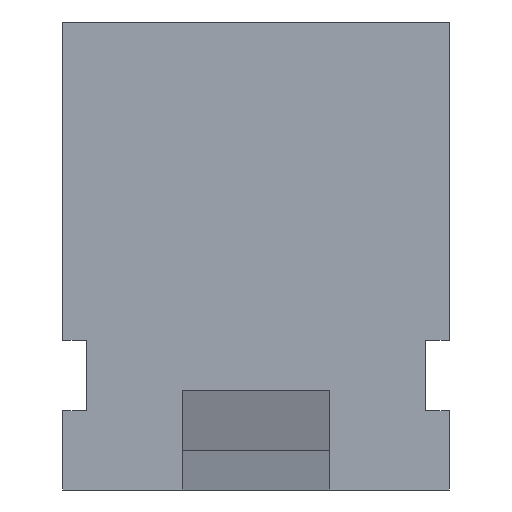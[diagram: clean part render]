
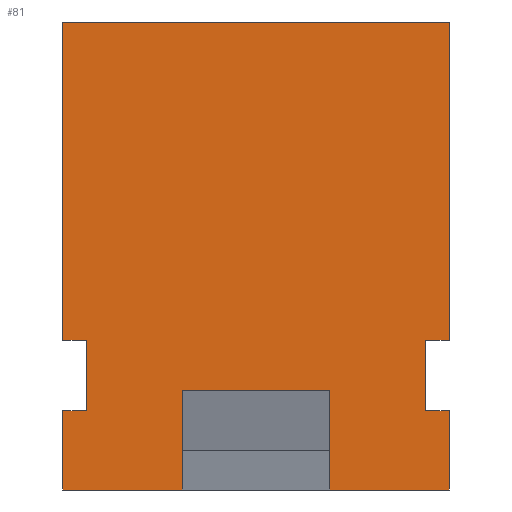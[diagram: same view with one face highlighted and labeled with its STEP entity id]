
A CAD part, front view. The second image highlights one B-rep face of the part: STEP entity #81.
In plain terms, the highlighted planar face has unit normal (0, -1, 0).
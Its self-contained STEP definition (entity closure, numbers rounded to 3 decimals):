
#81=ADVANCED_FACE('',(#149),#150,.T.);
#149=FACE_OUTER_BOUND('',#268,.T.);
#150=PLANE('',#269);
#268=EDGE_LOOP('',(#435,#436,#437,#438,#439,#440,#441,#442,#443,#444,#445,#446,#447,#448,#449,#450));
#269=AXIS2_PLACEMENT_3D('',#451,#452,#453);
#435=ORIENTED_EDGE('',*,*,#869,.T.);
#436=ORIENTED_EDGE('',*,*,#870,.F.);
#437=ORIENTED_EDGE('',*,*,#871,.T.);
#438=ORIENTED_EDGE('',*,*,#872,.F.);
#439=ORIENTED_EDGE('',*,*,#868,.F.);
#440=ORIENTED_EDGE('',*,*,#873,.F.);
#441=ORIENTED_EDGE('',*,*,#830,.F.);
#442=ORIENTED_EDGE('',*,*,#850,.T.);
#443=ORIENTED_EDGE('',*,*,#874,.T.);
#444=ORIENTED_EDGE('',*,*,#875,.F.);
#445=ORIENTED_EDGE('',*,*,#853,.F.);
#446=ORIENTED_EDGE('',*,*,#848,.T.);
#447=ORIENTED_EDGE('',*,*,#876,.T.);
#448=ORIENTED_EDGE('',*,*,#877,.T.);
#449=ORIENTED_EDGE('',*,*,#878,.F.);
#450=ORIENTED_EDGE('',*,*,#879,.F.);
#451=CARTESIAN_POINT('',(-2.49,-1.22,0.0));
#452=DIRECTION('',(0.0,-1.0,0.0));
#453=DIRECTION('',(0.0,0.0,-1.0));
#830=EDGE_CURVE('',#974,#975,#976,.T.);
#848=EDGE_CURVE('',#1011,#1009,#1012,.T.);
#850=EDGE_CURVE('',#974,#1014,#1015,.T.);
#853=EDGE_CURVE('',#1011,#1019,#1020,.T.);
#868=EDGE_CURVE('',#1044,#1042,#1046,.T.);
#869=EDGE_CURVE('',#1047,#1048,#1049,.T.);
#870=EDGE_CURVE('',#1050,#1048,#1051,.T.);
#871=EDGE_CURVE('',#1050,#1052,#1053,.T.);
#872=EDGE_CURVE('',#1042,#1052,#1054,.T.);
#873=EDGE_CURVE('',#975,#1044,#1055,.T.);
#874=EDGE_CURVE('',#1014,#1056,#1057,.T.);
#875=EDGE_CURVE('',#1019,#1056,#1058,.T.);
#876=EDGE_CURVE('',#1009,#1059,#1060,.T.);
#877=EDGE_CURVE('',#1059,#1061,#1062,.T.);
#878=EDGE_CURVE('',#1063,#1061,#1064,.T.);
#879=EDGE_CURVE('',#1047,#1063,#1065,.T.);
#974=VERTEX_POINT('',#1210);
#975=VERTEX_POINT('',#1211);
#976=LINE('',#1212,#1213);
#1009=VERTEX_POINT('',#1262);
#1011=VERTEX_POINT('',#1265);
#1012=LINE('',#1266,#1267);
#1014=VERTEX_POINT('',#1270);
#1015=LINE('',#1271,#1272);
#1019=VERTEX_POINT('',#1278);
#1020=LINE('',#1279,#1280);
#1042=VERTEX_POINT('',#1312);
#1044=VERTEX_POINT('',#1315);
#1046=LINE('',#1318,#1319);
#1047=VERTEX_POINT('',#1320);
#1048=VERTEX_POINT('',#1321);
#1049=LINE('',#1322,#1323);
#1050=VERTEX_POINT('',#1324);
#1051=LINE('',#1325,#1326);
#1052=VERTEX_POINT('',#1327);
#1053=LINE('',#1328,#1329);
#1054=LINE('',#1330,#1331);
#1055=LINE('',#1332,#1333);
#1056=VERTEX_POINT('',#1334);
#1057=LINE('',#1335,#1336);
#1058=LINE('',#1337,#1338);
#1059=VERTEX_POINT('',#1339);
#1060=LINE('',#1340,#1341);
#1061=VERTEX_POINT('',#1342);
#1062=LINE('',#1343,#1344);
#1063=VERTEX_POINT('',#1345);
#1064=LINE('',#1346,#1347);
#1065=LINE('',#1348,#1349);
#1210=CARTESIAN_POINT('',(-2.49,-1.22,0.0));
#1211=CARTESIAN_POINT('',(2.49,-1.22,0.0));
#1212=CARTESIAN_POINT('',(-2.49,-1.22,0.0));
#1213=VECTOR('',#1586,4.98);
#1262=CARTESIAN_POINT('',(-2.49,-1.22,-6.035));
#1265=CARTESIAN_POINT('',(-2.49,-1.22,-5.015));
#1266=CARTESIAN_POINT('',(-2.49,-1.22,-5.015));
#1267=VECTOR('',#1604,1.02);
#1270=CARTESIAN_POINT('',(-2.49,-1.22,-4.105));
#1271=CARTESIAN_POINT('',(-2.49,-1.22,0.0));
#1272=VECTOR('',#1606,4.105);
#1278=CARTESIAN_POINT('',(-2.19,-1.22,-5.015));
#1279=CARTESIAN_POINT('',(-2.49,-1.22,-5.015));
#1280=VECTOR('',#1609,0.3);
#1312=CARTESIAN_POINT('',(2.19,-1.22,-4.105));
#1315=CARTESIAN_POINT('',(2.49,-1.22,-4.105));
#1318=CARTESIAN_POINT('',(2.49,-1.22,-4.105));
#1319=VECTOR('',#1628,0.3);
#1320=CARTESIAN_POINT('',(0.95,-1.22,-6.035));
#1321=CARTESIAN_POINT('',(2.49,-1.22,-6.035));
#1322=CARTESIAN_POINT('',(0.95,-1.22,-6.035));
#1323=VECTOR('',#1629,1.54);
#1324=CARTESIAN_POINT('',(2.49,-1.22,-5.015));
#1325=CARTESIAN_POINT('',(2.49,-1.22,-5.015));
#1326=VECTOR('',#1630,1.02);
#1327=CARTESIAN_POINT('',(2.19,-1.22,-5.015));
#1328=CARTESIAN_POINT('',(2.49,-1.22,-5.015));
#1329=VECTOR('',#1631,0.3);
#1330=CARTESIAN_POINT('',(2.19,-1.22,-4.105));
#1331=VECTOR('',#1632,0.91);
#1332=CARTESIAN_POINT('',(2.49,-1.22,0.0));
#1333=VECTOR('',#1633,4.105);
#1334=CARTESIAN_POINT('',(-2.19,-1.22,-4.105));
#1335=CARTESIAN_POINT('',(-2.49,-1.22,-4.105));
#1336=VECTOR('',#1634,0.3);
#1337=CARTESIAN_POINT('',(-2.19,-1.22,-5.015));
#1338=VECTOR('',#1635,0.91);
#1339=CARTESIAN_POINT('',(-0.95,-1.22,-6.035));
#1340=CARTESIAN_POINT('',(-2.49,-1.22,-6.035));
#1341=VECTOR('',#1636,1.54);
#1342=CARTESIAN_POINT('',(-0.95,-1.22,-4.75));
#1343=CARTESIAN_POINT('',(-0.95,-1.22,-6.035));
#1344=VECTOR('',#1637,1.285);
#1345=CARTESIAN_POINT('',(0.95,-1.22,-4.75));
#1346=CARTESIAN_POINT('',(0.95,-1.22,-4.75));
#1347=VECTOR('',#1638,1.9);
#1348=CARTESIAN_POINT('',(0.95,-1.22,-6.035));
#1349=VECTOR('',#1639,1.285);
#1586=DIRECTION('',(1.0,0.0,0.0));
#1604=DIRECTION('',(0.0,0.0,-1.0));
#1606=DIRECTION('',(0.0,0.0,-1.0));
#1609=DIRECTION('',(1.0,0.0,0.0));
#1628=DIRECTION('',(-1.0,0.0,0.0));
#1629=DIRECTION('',(1.0,0.0,0.0));
#1630=DIRECTION('',(0.0,0.0,-1.0));
#1631=DIRECTION('',(-1.0,0.0,0.0));
#1632=DIRECTION('',(0.0,0.0,-1.0));
#1633=DIRECTION('',(0.0,0.0,-1.0));
#1634=DIRECTION('',(1.0,0.0,0.0));
#1635=DIRECTION('',(0.0,0.0,1.0));
#1636=DIRECTION('',(1.0,0.0,0.0));
#1637=DIRECTION('',(0.0,0.0,1.0));
#1638=DIRECTION('',(-1.0,0.0,0.0));
#1639=DIRECTION('',(0.0,0.0,1.0));
